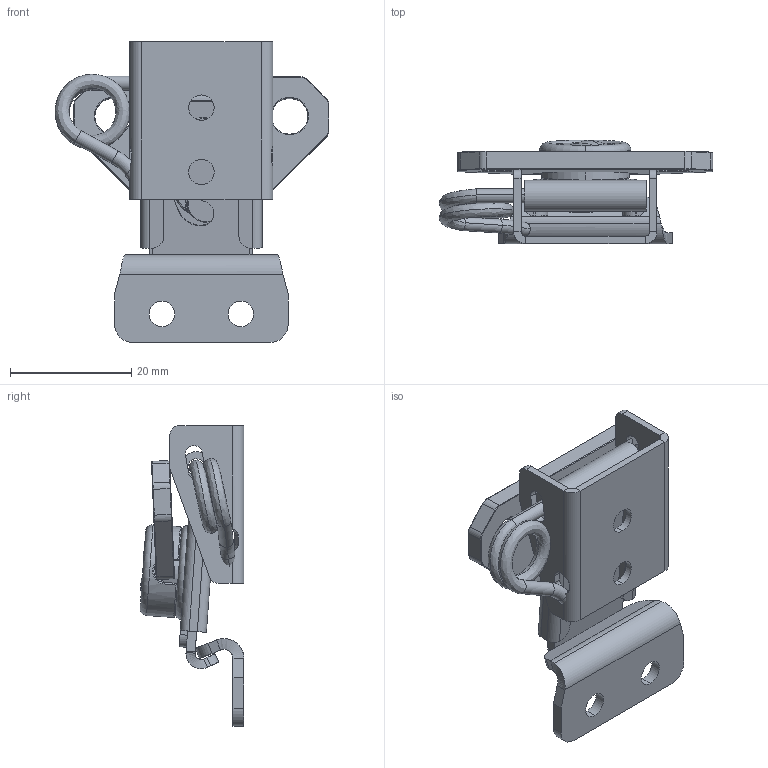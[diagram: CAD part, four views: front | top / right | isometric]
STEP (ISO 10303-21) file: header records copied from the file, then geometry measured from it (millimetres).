
FILE_DESCRIPTION (( 'STEP AP214' ), '1' );
FILE_NAME ('Penn Elcom-L0914.STEP', '2019-01-08T00:39:17', ( '' ), ( '' ), 'SwSTEP 2.0', 'SolidWorks 2018', '' );
FILE_SCHEMA (( 'AUTOMOTIVE_DESIGN' ));
Length unit declared in the file: millimetre
Products named in the file (11): Penn Elcom-L0914_L0914-Short-Rivet_Rolled; Penn Elcom-L0914_L0914-Long-Rivet; Penn Elcom-L0914_L0914-Hingeplate; Penn Elcom-L0914_L0914-LOCK-NUT; Penn Elcom-L0914_L0914-Slider; Penn Elcom-L0914_L914-Cam; Penn Elcom-L0914; Penn Elcom-L0914_L0915 Catch Plate; Penn Elcom-L0914_L0914-KEY; Penn Elcom-L0914_L0914 Spring Left; Penn Elcom-L0914_L0914-Body
Assembly tree (10 placements, depth 2):
  Penn Elcom-L0914
    Penn Elcom-L0914_L0914-Body
    Penn Elcom-L0914_L0914-Hingeplate
    Penn Elcom-L0914_L0914-KEY
    Penn Elcom-L0914_L0914-Slider
    Penn Elcom-L0914_L0914 Spring Left
    Penn Elcom-L0914_L0915 Catch Plate
    Penn Elcom-L0914_L0914-LOCK-NUT
    Penn Elcom-L0914_L914-Cam
    Penn Elcom-L0914_L0914-Long-Rivet
    Penn Elcom-L0914_L0914-Short-Rivet_Rolled
Bounding box: 45.09 x 17.11 x 49.6 mm (x, y, z)
Volume: 6755.8 mm3; surface area: 10083.7 mm2
Topology: 10 solids, 10 shells, 458 faces, 1083 edges, 628 vertices
Faces by surface type: cylinder 175, plane 143, torus 88, bspline 28, sphere 20, cone 4
Entity records: 14837 total; most frequent: CARTESIAN_POINT 3808, DIRECTION 2385, ORIENTED_EDGE 2130, EDGE_CURVE 1065, AXIS2_PLACEMENT_3D 963, VERTEX_POINT 628, CIRCLE 520, EDGE_LOOP 493
